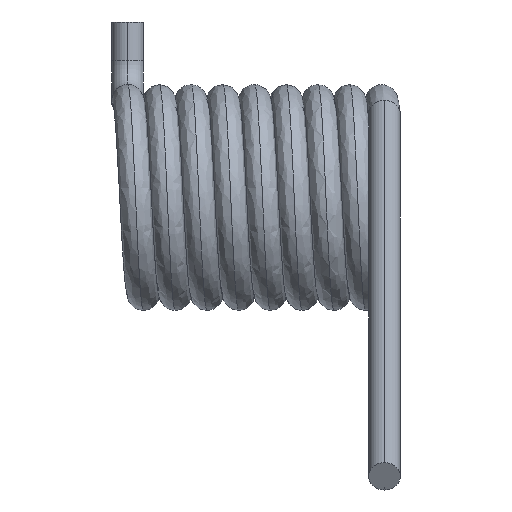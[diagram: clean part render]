
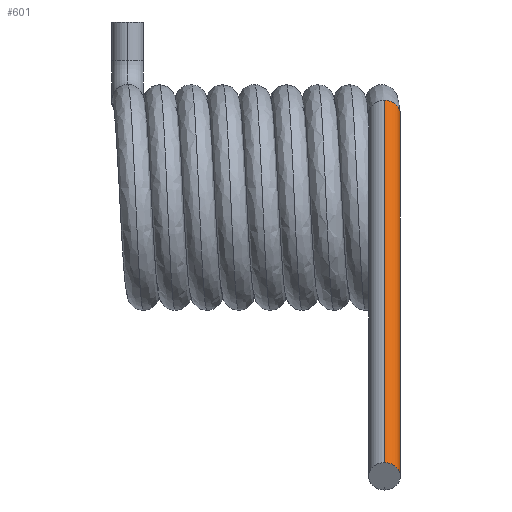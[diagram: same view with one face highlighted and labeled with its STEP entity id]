
A CAD part, top view. The second image highlights one B-rep face of the part: STEP entity #601.
In plain terms, the highlighted cylindrical face has radius 0.318 mm (diameter 0.635 mm), a partial arc.
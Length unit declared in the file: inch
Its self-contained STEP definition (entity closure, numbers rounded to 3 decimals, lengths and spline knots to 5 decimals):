
#14 = DIRECTION ( 'NONE',  ( 0., -0.509, 0.861 ) ) ;
#38 = CIRCLE ( 'NONE', #678, 0.0125 ) ;
#209 = ORIENTED_EDGE ( 'NONE', *, *, #2069, .T. ) ;
#248 = CIRCLE ( 'NONE', #3637, 0.0125 ) ;
#336 = EDGE_CURVE ( 'NONE', #868, #2429, #350, .T. ) ;
#350 = LINE ( 'NONE', #697, #1746 ) ;
#361 = CARTESIAN_POINT ( 'NONE',  ( 0.10228, 0.06584, 0.03894 ) ) ;
#438 = DIRECTION ( 'NONE',  ( 0., -0.861, -0.509 ) ) ;
#461 = CARTESIAN_POINT ( 'NONE',  ( 0.10228, -0.22049, 0.52311 ) ) ;
#601 = ADVANCED_FACE ( 'NONE', ( #790 ), #4234, .T. ) ;
#678 = AXIS2_PLACEMENT_3D ( 'NONE', #2838, #4185, #1103 ) ;
#697 = CARTESIAN_POINT ( 'NONE',  ( 0.10228, -0.23125, 0.51674 ) ) ;
#790 = FACE_OUTER_BOUND ( 'NONE', #3243, .T. ) ;
#822 = DIRECTION ( 'NONE',  ( 0., 0.509, -0.861 ) ) ;
#868 = VERTEX_POINT ( 'NONE', #2147 ) ;
#925 = EDGE_CURVE ( 'NONE', #868, #3778, #1600, .T. ) ;
#1103 = DIRECTION ( 'NONE',  ( 0., -0.861, -0.509 ) ) ;
#1110 = DIRECTION ( 'NONE',  ( 0., 0.861, 0.509 ) ) ;
#1155 = VERTEX_POINT ( 'NONE', #1420 ) ;
#1164 = ORIENTED_EDGE ( 'NONE', *, *, #336, .T. ) ;
#1277 = ORIENTED_EDGE ( 'NONE', *, *, #1979, .T. ) ;
#1420 = CARTESIAN_POINT ( 'NONE',  ( 0.11478, 0.06584, 0.03894 ) ) ;
#1466 = LINE ( 'NONE', #2841, #3769 ) ;
#1600 = CIRCLE ( 'NONE', #3910, 0.0125 ) ;
#1746 = VECTOR ( 'NONE', #2781, 39.37008 ) ;
#1900 = CARTESIAN_POINT ( 'NONE',  ( 0.10228, -0.20973, 0.52947 ) ) ;
#1979 = EDGE_CURVE ( 'NONE', #2429, #1155, #38, .T. ) ;
#2069 = EDGE_CURVE ( 'NONE', #1155, #2913, #248, .T. ) ;
#2147 = CARTESIAN_POINT ( 'NONE',  ( 0.10228, -0.23125, 0.51674 ) ) ;
#2310 = CARTESIAN_POINT ( 'NONE',  ( 0.10228, 0.05508, 0.03258 ) ) ;
#2321 = ORIENTED_EDGE ( 'NONE', *, *, #4358, .F. ) ;
#2429 = VERTEX_POINT ( 'NONE', #2310 ) ;
#2462 = CARTESIAN_POINT ( 'NONE',  ( 0.10228, -0.22049, 0.52311 ) ) ;
#2618 = AXIS2_PLACEMENT_3D ( 'NONE', #2462, #3163, #1110 ) ;
#2773 = DIRECTION ( 'NONE',  ( 0., -0.861, -0.509 ) ) ;
#2781 = DIRECTION ( 'NONE',  ( 0., 0.509, -0.861 ) ) ;
#2838 = CARTESIAN_POINT ( 'NONE',  ( 0.10228, 0.06584, 0.03894 ) ) ;
#2841 = CARTESIAN_POINT ( 'NONE',  ( 0.10228, -0.20973, 0.52947 ) ) ;
#2913 = VERTEX_POINT ( 'NONE', #3619 ) ;
#3163 = DIRECTION ( 'NONE',  ( 0., 0.509, -0.861 ) ) ;
#3213 = DIRECTION ( 'NONE',  ( 0., -0.509, 0.861 ) ) ;
#3243 = EDGE_LOOP ( 'NONE', ( #4173, #1164, #1277, #209, #2321 ) ) ;
#3619 = CARTESIAN_POINT ( 'NONE',  ( 0.10228, 0.0766, 0.0453 ) ) ;
#3637 = AXIS2_PLACEMENT_3D ( 'NONE', #361, #14, #2773 ) ;
#3769 = VECTOR ( 'NONE', #822, 39.37008 ) ;
#3778 = VERTEX_POINT ( 'NONE', #1900 ) ;
#3910 = AXIS2_PLACEMENT_3D ( 'NONE', #461, #3213, #438 ) ;
#4173 = ORIENTED_EDGE ( 'NONE', *, *, #925, .F. ) ;
#4185 = DIRECTION ( 'NONE',  ( 0., -0.509, 0.861 ) ) ;
#4234 = CYLINDRICAL_SURFACE ( 'NONE', #2618, 0.0125 ) ;
#4358 = EDGE_CURVE ( 'NONE', #3778, #2913, #1466, .T. ) ;
